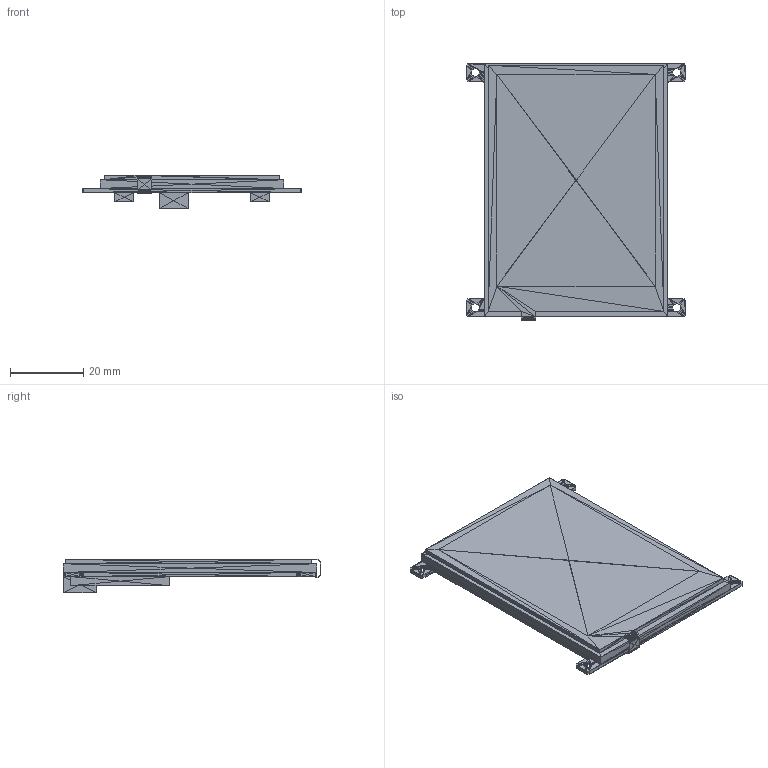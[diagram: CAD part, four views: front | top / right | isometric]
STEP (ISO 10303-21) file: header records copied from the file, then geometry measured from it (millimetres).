
FILE_DESCRIPTION(/* description */ (''),/* implementation_level */ '2;1');
FILE_NAME(/* name */ '2432.stp',/* time_stamp */ '2013-12-6T10:54:18.6094616',/* author */ ('LJ'),/* organization */ (''),/* preprocessor_version */ 'InStep v2',/* originating_system */ 'InStep V2.2',/* authorisation */ '');
FILE_SCHEMA (('AUTOMOTIVE_DESIGN { 1 0 10303 214 1 1 1 1 }'));
Length unit declared in the file: millimetre
Products named in the file (1): None
Bounding box: 60 x 70.2 x 9.1 mm (x, y, z)
Volume: 17065.4 mm3; surface area: 22257.8 mm2
Topology: 4 solids, 4 shells, 1048 faces, 1572 edges, 524 vertices
Faces by surface type: plane 1048
Entity records: 15482 total; most frequent: ORIENTED_EDGE 3144, DIRECTION 1963, LINE 1572, EDGE_CURVE 1572, AXIS2_PLACEMENT_3D 1049, EDGE_LOOP 1048, FACE_OUTER_BOUND 1048, PLANE 1048
